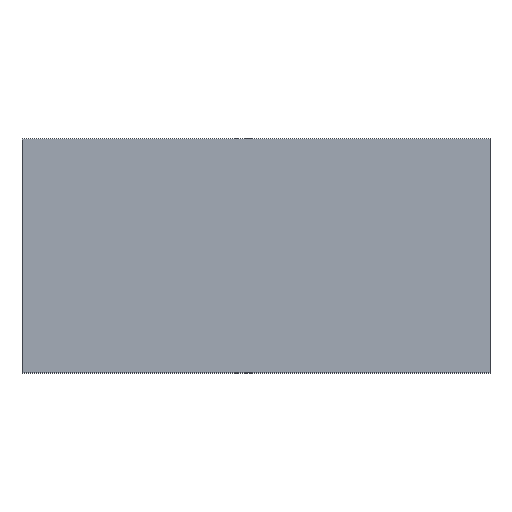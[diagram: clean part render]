
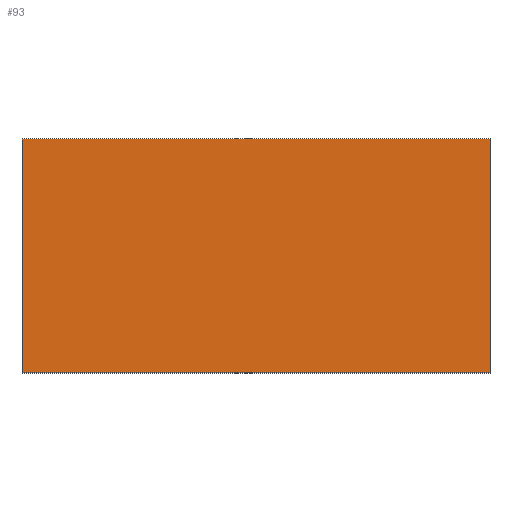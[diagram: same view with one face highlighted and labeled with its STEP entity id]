
A CAD part, top view. The second image highlights one B-rep face of the part: STEP entity #93.
In plain terms, the highlighted planar face has unit normal (0, 0, 1).
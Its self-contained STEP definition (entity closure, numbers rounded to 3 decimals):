
#1 = LINE ( 'NONE', #89, #203 ) ;
#7 = AXIS2_PLACEMENT_3D ( 'NONE', #131, #9, #35 ) ;
#9 = DIRECTION ( 'NONE',  ( 0., 0., -1. ) ) ;
#12 = PLANE ( 'NONE',  #7 ) ;
#16 = VERTEX_POINT ( 'NONE', #118 ) ;
#24 = VECTOR ( 'NONE', #192, 1000. ) ;
#28 = LINE ( 'NONE', #193, #24 ) ;
#35 = DIRECTION ( 'NONE',  ( -1., 0., 0. ) ) ;
#39 = CARTESIAN_POINT ( 'NONE',  ( -25.4, -12.7, 0.05 ) ) ;
#42 = EDGE_CURVE ( 'NONE', #108, #16, #28, .T. ) ;
#51 = VERTEX_POINT ( 'NONE', #117 ) ;
#56 = CARTESIAN_POINT ( 'NONE',  ( -25.4, -12.7, 0.05 ) ) ;
#62 = EDGE_LOOP ( 'NONE', ( #85, #163, #213, #111 ) ) ;
#67 = CARTESIAN_POINT ( 'NONE',  ( -25.4, -12.7, 0.05 ) ) ;
#70 = DIRECTION ( 'NONE',  ( 0., -1., 0. ) ) ;
#80 = CARTESIAN_POINT ( 'NONE',  ( 25.4, 12.7, 0.05 ) ) ;
#85 = ORIENTED_EDGE ( 'NONE', *, *, #220, .T. ) ;
#89 = CARTESIAN_POINT ( 'NONE',  ( 25.4, -12.7, 0.05 ) ) ;
#93 = ADVANCED_FACE ( 'NONE', ( #103 ), #12, .F. ) ;
#103 = FACE_OUTER_BOUND ( 'NONE', #62, .T. ) ;
#108 = VERTEX_POINT ( 'NONE', #80 ) ;
#111 = ORIENTED_EDGE ( 'NONE', *, *, #190, .T. ) ;
#117 = CARTESIAN_POINT ( 'NONE',  ( 25.4, -12.7, 0.05 ) ) ;
#118 = CARTESIAN_POINT ( 'NONE',  ( -25.4, 12.7, 0.05 ) ) ;
#129 = LINE ( 'NONE', #67, #183 ) ;
#131 = CARTESIAN_POINT ( 'NONE',  ( 0., 0., 0.05 ) ) ;
#163 = ORIENTED_EDGE ( 'NONE', *, *, #42, .T. ) ;
#169 = LINE ( 'NONE', #39, #176 ) ;
#176 = VECTOR ( 'NONE', #70, 1000. ) ;
#183 = VECTOR ( 'NONE', #187, 1000. ) ;
#187 = DIRECTION ( 'NONE',  ( 1., 0., 0. ) ) ;
#190 = EDGE_CURVE ( 'NONE', #222, #51, #129, .T. ) ;
#192 = DIRECTION ( 'NONE',  ( -1., 0., 0. ) ) ;
#193 = CARTESIAN_POINT ( 'NONE',  ( -25.4, 12.7, 0.05 ) ) ;
#198 = DIRECTION ( 'NONE',  ( 0., 1., 0. ) ) ;
#203 = VECTOR ( 'NONE', #198, 1000. ) ;
#213 = ORIENTED_EDGE ( 'NONE', *, *, #223, .T. ) ;
#220 = EDGE_CURVE ( 'NONE', #51, #108, #1, .T. ) ;
#222 = VERTEX_POINT ( 'NONE', #56 ) ;
#223 = EDGE_CURVE ( 'NONE', #16, #222, #169, .T. ) ;
